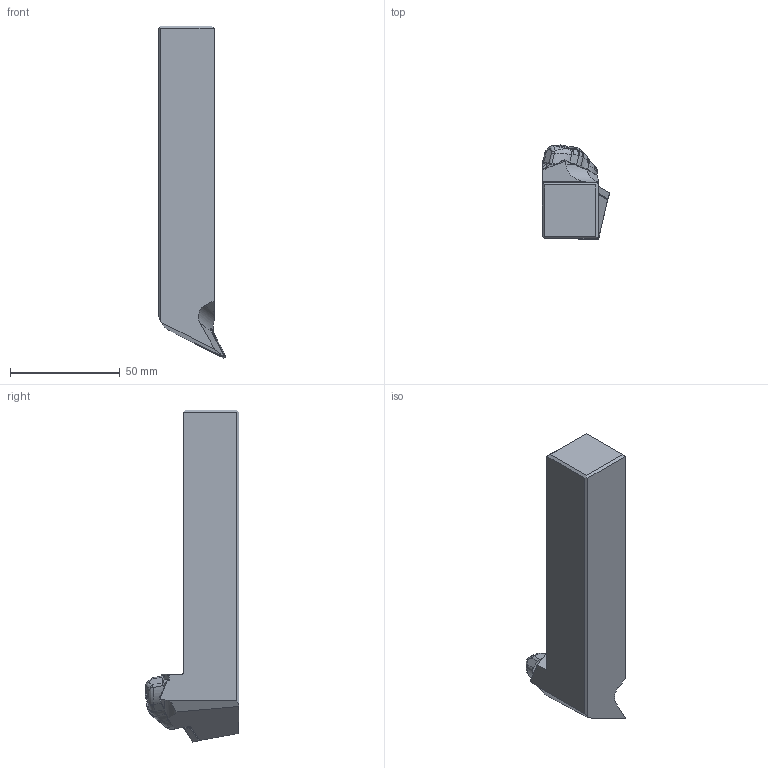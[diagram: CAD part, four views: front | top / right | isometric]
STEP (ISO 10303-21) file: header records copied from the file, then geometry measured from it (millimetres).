
FILE_DESCRIPTION(/* description */ (''),/* implementation_level */ '2;1');
FILE_NAME(/* name */ 'DVPNL-163.stp',/* time_stamp */ '2021-11-11T11:37:46+09:00',/* author */ (''),/* organization */ (''),/* preprocessor_version */ 'ST-DEVELOPER v16',/* originating_system */ 'SIEMENS PLM Software NX 10.0',/* authorisation */ '');
FILE_SCHEMA (('AUTOMOTIVE_DESIGN { 1 0 10303 214 3 1 1 1 }'));
Length unit declared in the file: millimetre
Products named in the file (1): DVPNL-163_ASM
Bounding box: 30.65 x 42.88 x 151.52 mm (x, y, z)
Volume: 94729 mm3; surface area: 19349.4 mm2
Topology: 6 solids, 6 shells, 285 faces, 759 edges, 485 vertices
Faces by surface type: cylinder 98, plane 76, bspline 64, torus 22, cone 19, sphere 6
Entity records: 13209 total; most frequent: CARTESIAN_POINT 6454, ORIENTED_EDGE 1498, DIRECTION 1238, EDGE_CURVE 749, AXIS2_PLACEMENT_3D 488, VERTEX_POINT 482, EDGE_LOOP 297, ADVANCED_FACE 285
